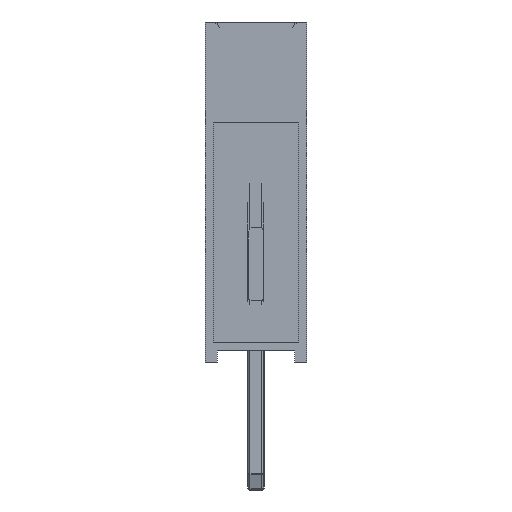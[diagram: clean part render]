
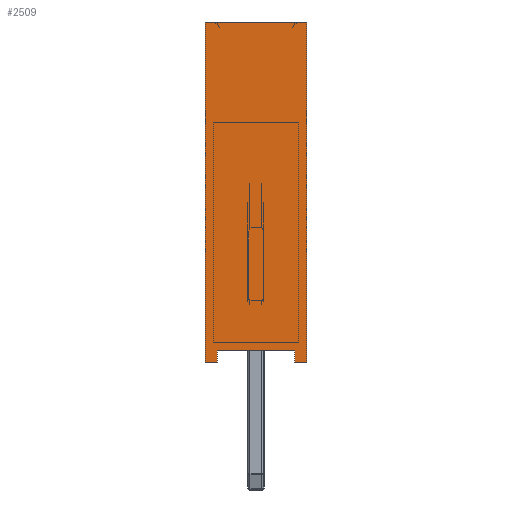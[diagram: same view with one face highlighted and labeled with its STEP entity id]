
A CAD part, left-side view. The second image highlights one B-rep face of the part: STEP entity #2509.
In plain terms, the highlighted planar face has unit normal (-1, 0, 0).
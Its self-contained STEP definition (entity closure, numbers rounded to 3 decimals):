
#413=FACE_OUTER_BOUND('',#564,.T.);
#564=EDGE_LOOP('',(#1665,#1666,#1667,#1668,#1669,#1670,#1671,#1672));
#730=LINE('',#3927,#916);
#732=LINE('',#3933,#918);
#735=LINE('',#3938,#921);
#740=LINE('',#3952,#926);
#741=LINE('',#3955,#927);
#744=LINE('',#3961,#930);
#745=LINE('',#3963,#931);
#746=LINE('',#3964,#932);
#916=VECTOR('',#3065,10.);
#918=VECTOR('',#3069,10.);
#921=VECTOR('',#3074,10.);
#926=VECTOR('',#3089,10.);
#927=VECTOR('',#3092,10.);
#930=VECTOR('',#3097,10.);
#931=VECTOR('',#3098,10.);
#932=VECTOR('',#3099,10.);
#1100=VERTEX_POINT('',#3921);
#1102=VERTEX_POINT('',#3925);
#1103=VERTEX_POINT('',#3929);
#1105=VERTEX_POINT('',#3932);
#1110=VERTEX_POINT('',#3950);
#1111=VERTEX_POINT('',#3954);
#1113=VERTEX_POINT('',#3960);
#1114=VERTEX_POINT('',#3962);
#1298=EDGE_CURVE('',#1100,#1102,#730,.T.);
#1300=EDGE_CURVE('',#1105,#1103,#732,.T.);
#1303=EDGE_CURVE('',#1102,#1105,#735,.T.);
#1312=EDGE_CURVE('',#1103,#1110,#740,.T.);
#1313=EDGE_CURVE('',#1111,#1100,#741,.T.);
#1316=EDGE_CURVE('',#1110,#1113,#744,.T.);
#1317=EDGE_CURVE('',#1114,#1113,#745,.T.);
#1318=EDGE_CURVE('',#1111,#1114,#746,.T.);
#1665=ORIENTED_EDGE('',*,*,#1298,.T.);
#1666=ORIENTED_EDGE('',*,*,#1303,.T.);
#1667=ORIENTED_EDGE('',*,*,#1300,.T.);
#1668=ORIENTED_EDGE('',*,*,#1312,.T.);
#1669=ORIENTED_EDGE('',*,*,#1316,.T.);
#1670=ORIENTED_EDGE('',*,*,#1317,.F.);
#1671=ORIENTED_EDGE('',*,*,#1318,.F.);
#1672=ORIENTED_EDGE('',*,*,#1313,.T.);
#2313=PLANE('',#2717);
#2509=ADVANCED_FACE('',(#413),#2313,.T.);
#2717=AXIS2_PLACEMENT_3D('',#3959,#3095,#3096);
#3065=DIRECTION('',(0.,0.,1.));
#3069=DIRECTION('',(0.,0.,-1.));
#3074=DIRECTION('',(0.,-1.,0.));
#3089=DIRECTION('',(0.,-1.,0.));
#3092=DIRECTION('',(0.,-1.,0.));
#3095=DIRECTION('center_axis',(-1.,0.,0.));
#3096=DIRECTION('ref_axis',(0.,-1.,0.));
#3097=DIRECTION('',(0.,0.,1.));
#3098=DIRECTION('',(0.,-1.,0.));
#3099=DIRECTION('',(0.,0.,1.));
#3921=CARTESIAN_POINT('',(-1.27,0.97,0.));
#3925=CARTESIAN_POINT('',(-1.27,0.97,0.3));
#3927=CARTESIAN_POINT('',(-1.27,0.97,0.));
#3929=CARTESIAN_POINT('',(-1.27,-0.97,0.));
#3932=CARTESIAN_POINT('',(-1.27,-0.97,0.3));
#3933=CARTESIAN_POINT('',(-1.27,-0.97,0.));
#3938=CARTESIAN_POINT('',(-1.27,0.635,0.3));
#3950=CARTESIAN_POINT('',(-1.27,-1.27,0.));
#3952=CARTESIAN_POINT('',(-1.27,1.27,0.));
#3954=CARTESIAN_POINT('',(-1.27,1.27,0.));
#3955=CARTESIAN_POINT('',(-1.27,1.27,0.));
#3959=CARTESIAN_POINT('Origin',(-1.27,1.27,0.));
#3960=CARTESIAN_POINT('',(-1.27,-1.27,8.5));
#3961=CARTESIAN_POINT('',(-1.27,-1.27,0.));
#3962=CARTESIAN_POINT('',(-1.27,1.27,8.5));
#3963=CARTESIAN_POINT('',(-1.27,1.27,8.5));
#3964=CARTESIAN_POINT('',(-1.27,1.27,0.));
